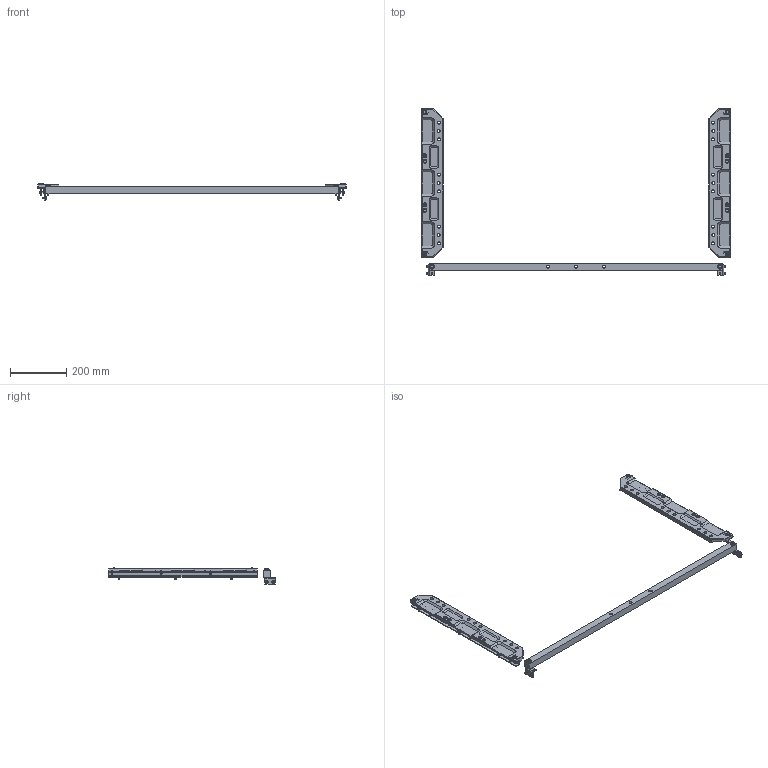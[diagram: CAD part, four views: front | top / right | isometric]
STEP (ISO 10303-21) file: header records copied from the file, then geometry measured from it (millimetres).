
FILE_DESCRIPTION(('STEP AP214'),'1');
FILE_NAME('cctmp_BA916D23-C3A4-4AF6-90AB-E4AC868FFE14_2024_06_07_11_32_28_0672..stp','2024-06-07T09:32:29',('SIEMENS A&D'),('CADClick - www.CADClick.com'),'Spatial InterOp 3D',' ','unknown authorization');
FILE_SCHEMA(('AUTOMOTIVE_DESIGN'));
Length unit declared in the file: millimetre
Products named in the file (28): cc_unnamed; 2024_06_07_11_32_28_0639; 2024_06_07_11_32_28_0598; 2024_06_07_11_32_28_0557; 2024_06_07_11_32_28_0516; 2024_06_07_11_32_28_0475; 2024_06_07_11_32_28_0434; 2024_06_07_11_32_28_0393; 2024_06_07_11_32_28_0352; 2024_06_07_11_32_28_0228; 2024_06_07_11_32_28_0187; 2024_06_07_11_32_28_0146; 2024_06_07_11_32_28_0106; 2024_06_07_11_32_28_0065; 2024_06_07_11_32_28_0025; 2024_06_07_11_32_27_0984; 2024_06_07_11_32_27_0944; 2024_06_07_11_32_27_0822; 2024_06_07_11_32_27_0782; 2024_06_07_11_32_27_0741; 2024_06_07_11_32_27_0660; 2024_06_07_11_32_27_0619; 2024_06_07_11_32_27_0578; 2024_06_07_11_32_27_0496; 2024_06_07_11_32_27_0455; 2024_06_07_11_32_27_0414; 2024_06_07_11_32_27_0373; 2024_06_07_11_32_27_0332
Assembly tree (27 placements, depth 2):
  cc_unnamed
    2024_06_07_11_32_28_0639
    2024_06_07_11_32_28_0598
    2024_06_07_11_32_28_0557
    2024_06_07_11_32_28_0516
    2024_06_07_11_32_28_0475
    2024_06_07_11_32_28_0434
    2024_06_07_11_32_28_0393
    2024_06_07_11_32_28_0352
    2024_06_07_11_32_28_0228
    2024_06_07_11_32_28_0187
    2024_06_07_11_32_28_0146
    2024_06_07_11_32_28_0106
    2024_06_07_11_32_28_0065
    2024_06_07_11_32_28_0025
    2024_06_07_11_32_27_0984
    2024_06_07_11_32_27_0944
    2024_06_07_11_32_27_0822
    2024_06_07_11_32_27_0782
    2024_06_07_11_32_27_0741
    2024_06_07_11_32_27_0660
    2024_06_07_11_32_27_0619
    2024_06_07_11_32_27_0578
    2024_06_07_11_32_27_0496
    2024_06_07_11_32_27_0455
    2024_06_07_11_32_27_0414
    2024_06_07_11_32_27_0373
    2024_06_07_11_32_27_0332
Bounding box: 1097.3 x 594 x 58 mm (x, y, z)
Volume: 1561737.7 mm3; surface area: 438770.6 mm2
Topology: 27 solids, 27 shells, 756 faces, 1920 edges, 1228 vertices
Faces by surface type: plane 276, cylinder 264, cone 204, sphere 12
Entity records: 30133 total; most frequent: DIRECTION 4368, CARTESIAN_POINT 3932, ORIENTED_EDGE 3840, EDGE_CURVE 1920, AXIS2_PLACEMENT_3D 1664, VERTEX_POINT 1228, LINE 1040, VECTOR 1040
